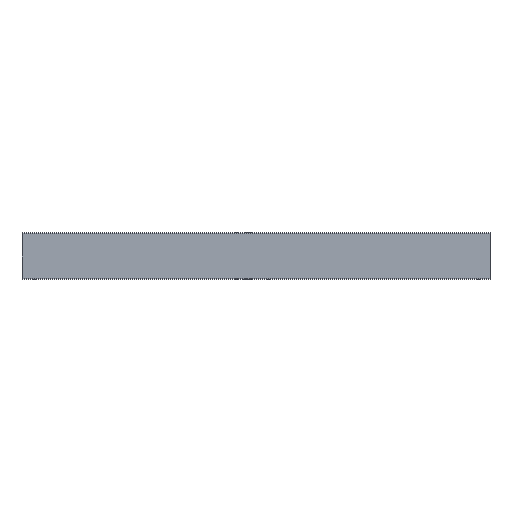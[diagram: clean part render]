
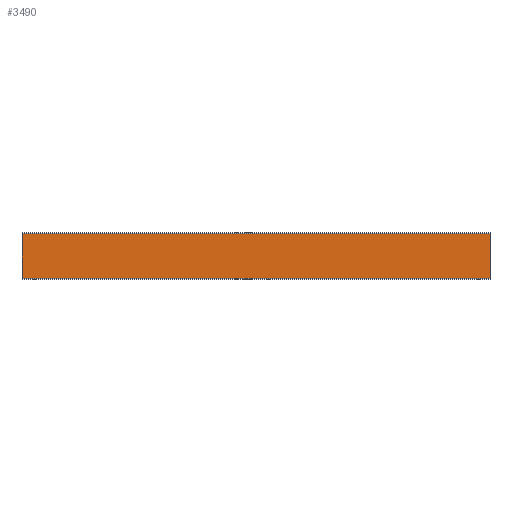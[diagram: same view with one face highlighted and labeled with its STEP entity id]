
A CAD part, top view. The second image highlights one B-rep face of the part: STEP entity #3490.
In plain terms, the highlighted planar face has unit normal (0, 0, 1).
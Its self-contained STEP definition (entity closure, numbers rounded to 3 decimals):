
#115 = DIRECTION ( 'NONE',  ( -1., 0., 0. ) ) ;
#220 = LINE ( 'NONE', #2655, #898 ) ;
#222 = CARTESIAN_POINT ( 'NONE',  ( 1000., 96., 0. ) ) ;
#316 = EDGE_LOOP ( 'NONE', ( #1610, #496, #1308, #2984 ) ) ;
#496 = ORIENTED_EDGE ( 'NONE', *, *, #2915, .T. ) ;
#770 = EDGE_CURVE ( 'NONE', #1157, #1233, #2586, .T. ) ;
#775 = DIRECTION ( 'NONE',  ( 0., 1., 0. ) ) ;
#898 = VECTOR ( 'NONE', #2350, 1000. ) ;
#989 = DIRECTION ( 'NONE',  ( -1., 0., 0. ) ) ;
#1000 = DIRECTION ( 'NONE',  ( 1., 0., 0. ) ) ;
#1157 = VERTEX_POINT ( 'NONE', #1837 ) ;
#1211 = VECTOR ( 'NONE', #989, 1000. ) ;
#1233 = VERTEX_POINT ( 'NONE', #222 ) ;
#1237 = LINE ( 'NONE', #3416, #2343 ) ;
#1256 = CARTESIAN_POINT ( 'NONE',  ( 1000., 96., 0. ) ) ;
#1308 = ORIENTED_EDGE ( 'NONE', *, *, #1791, .T. ) ;
#1458 = PLANE ( 'NONE',  #2831 ) ;
#1610 = ORIENTED_EDGE ( 'NONE', *, *, #1869, .T. ) ;
#1791 = EDGE_CURVE ( 'NONE', #2935, #1157, #1237, .T. ) ;
#1837 = CARTESIAN_POINT ( 'NONE',  ( 1000., -96., 0. ) ) ;
#1869 = EDGE_CURVE ( 'NONE', #1233, #1992, #3143, .T. ) ;
#1992 = VERTEX_POINT ( 'NONE', #2256 ) ;
#2256 = CARTESIAN_POINT ( 'NONE',  ( -1000., 96., 0. ) ) ;
#2304 = FACE_OUTER_BOUND ( 'NONE', #316, .T. ) ;
#2343 = VECTOR ( 'NONE', #1000, 1000. ) ;
#2350 = DIRECTION ( 'NONE',  ( 0., -1., 0. ) ) ;
#2517 = DIRECTION ( 'NONE',  ( 0., 0., -1. ) ) ;
#2532 = CARTESIAN_POINT ( 'NONE',  ( 0., 0., 0. ) ) ;
#2586 = LINE ( 'NONE', #3186, #2794 ) ;
#2655 = CARTESIAN_POINT ( 'NONE',  ( -1000., -100., 0. ) ) ;
#2794 = VECTOR ( 'NONE', #775, 1000. ) ;
#2831 = AXIS2_PLACEMENT_3D ( 'NONE', #2532, #2517, #115 ) ;
#2915 = EDGE_CURVE ( 'NONE', #1992, #2935, #220, .T. ) ;
#2923 = CARTESIAN_POINT ( 'NONE',  ( -1000., -96., 0. ) ) ;
#2935 = VERTEX_POINT ( 'NONE', #2923 ) ;
#2984 = ORIENTED_EDGE ( 'NONE', *, *, #770, .T. ) ;
#3143 = LINE ( 'NONE', #1256, #1211 ) ;
#3186 = CARTESIAN_POINT ( 'NONE',  ( 1000., -100., 0. ) ) ;
#3416 = CARTESIAN_POINT ( 'NONE',  ( -1000., -96., 0. ) ) ;
#3490 = ADVANCED_FACE ( 'NONE', ( #2304 ), #1458, .F. ) ;
